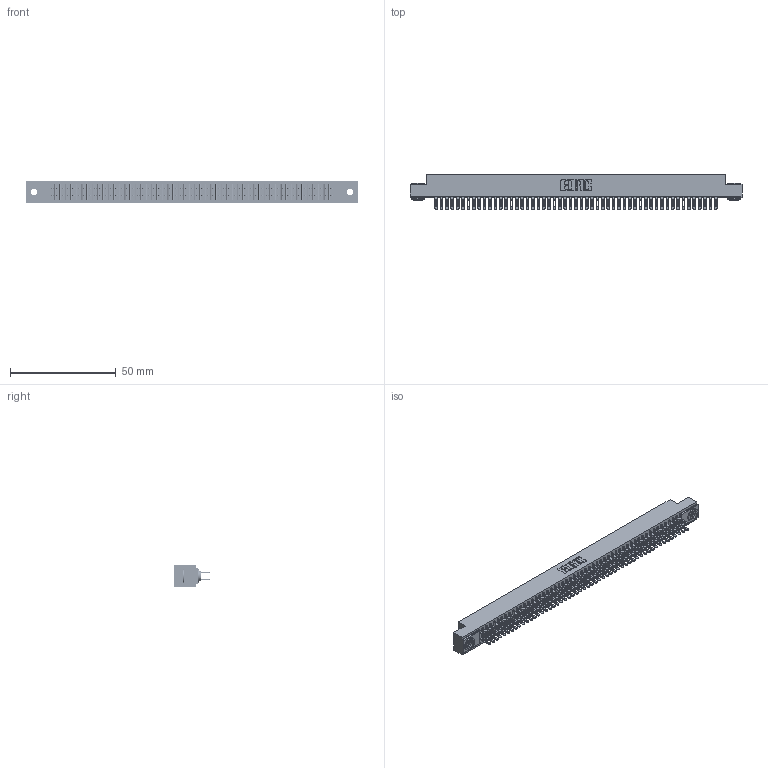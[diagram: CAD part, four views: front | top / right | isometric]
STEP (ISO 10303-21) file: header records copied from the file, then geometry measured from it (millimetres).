
FILE_DESCRIPTION (( 'STEP AP203' ), '1' );
FILE_NAME ('341-106-500-203.STEP', '2018-08-08T11:46:54', ( '' ), ( '' ), 'SwSTEP 2.0', 'SolidWorks 2016', '' );
FILE_SCHEMA (( 'CONFIG_CONTROL_DESIGN' ));
Length unit declared in the file: inch
Products named in the file (4): 341 Part_.156 (3.96) Dia Mounting Holes; 341-292-001_341-292-100; 345-250-002_345-250-002-102; 341-106-500-203
Assembly tree (109 placements, depth 2):
  341-106-500-203
    341 Part_.156 (3.96) Dia Mounting Holes
    341-292-001_341-292-100  x106
    345-250-002_345-250-002-102  x2
Bounding box: 156.84 x 16.69 x 10.16 mm (x, y, z)
Volume: 11730.1 mm3; surface area: 22297.8 mm2
Topology: 109 solids, 109 shells, 7164 faces, 20727 edges, 13422 vertices
Faces by surface type: plane 4120, cylinder 2824, sphere 108, torus 104, cone 8
Entity records: 63749 total; most frequent: CARTESIAN_POINT 10576, ORIENTED_EDGE 10502, DIRECTION 10275, EDGE_CURVE 5251, VECTOR 4241, LINE 4241, VERTEX_POINT 3318, AXIS2_PLACEMENT_3D 3017
